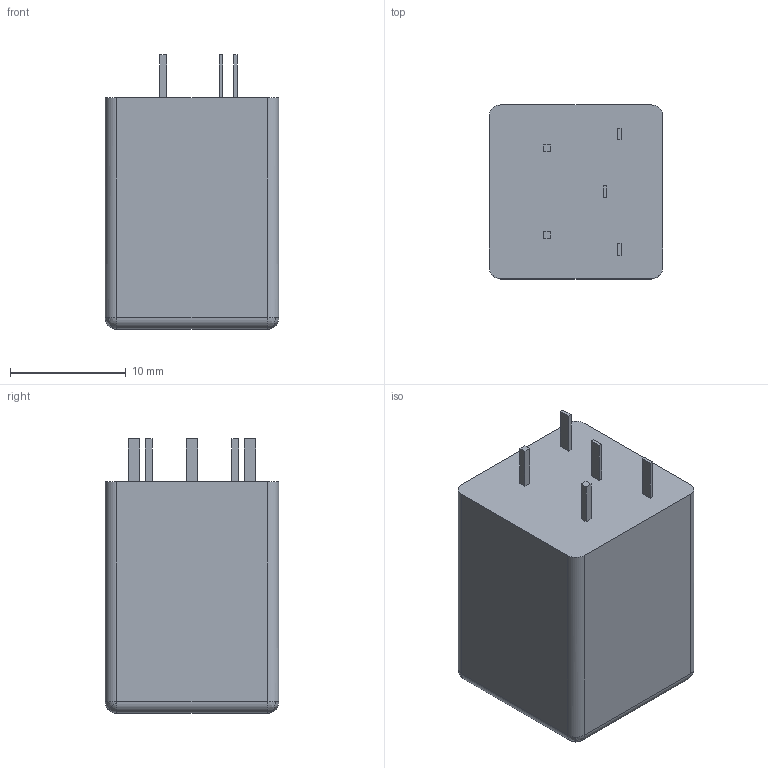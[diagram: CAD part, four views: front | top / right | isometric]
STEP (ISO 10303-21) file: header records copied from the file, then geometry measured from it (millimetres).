
FILE_DESCRIPTION (( 'STEP AP214' ), '1' );
FILE_NAME ('PB114012.STEP', '2023-11-09T03:09:15', ( 'USER' ), ( '' ), 'SwSTEP 2.0', 'SolidWorks 2016', '' );
FILE_SCHEMA (( 'AUTOMOTIVE_DESIGN' ));
Length unit declared in the file: millimetre
Products named in the file (1): PB114012
Bounding box: 15 x 15 x 23.7 mm (x, y, z)
Volume: 4476.6 mm3; surface area: 1635.1 mm2
Topology: 1 solids, 1 shells, 47 faces, 112 edges, 64 vertices
Faces by surface type: plane 31, bspline 8, cylinder 8
Entity records: 1396 total; most frequent: CARTESIAN_POINT 336, DIRECTION 208, ORIENTED_EDGE 208, EDGE_CURVE 104, VECTOR 80, LINE 80, AXIS2_PLACEMENT_3D 64, VERTEX_POINT 64
